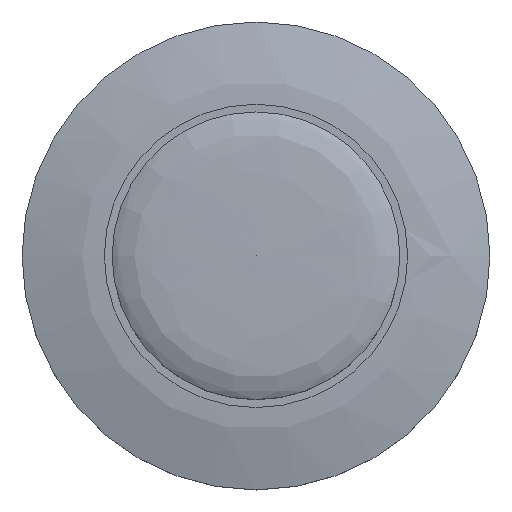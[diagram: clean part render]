
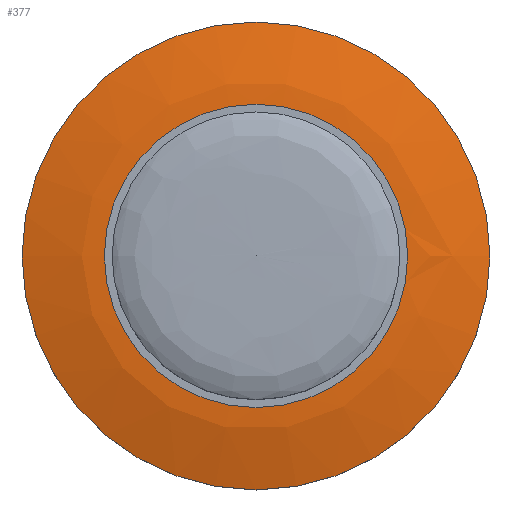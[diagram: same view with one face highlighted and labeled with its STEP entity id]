
A CAD part, top view. The second image highlights one B-rep face of the part: STEP entity #377.
In plain terms, the highlighted face is a revolution surface.
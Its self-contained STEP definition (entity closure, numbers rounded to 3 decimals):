
#312 = CYLINDRICAL_SURFACE('',#313,3.87);
#313 = AXIS2_PLACEMENT_3D('',#314,#315,#316);
#314 = CARTESIAN_POINT('',(0.,0.,1.7));
#315 = DIRECTION('',(0.,0.,-1.));
#316 = DIRECTION('',(1.,0.,0.));
#326 = EDGE_CURVE('',#327,#327,#329,.T.);
#327 = VERTEX_POINT('',#328);
#328 = CARTESIAN_POINT('',(3.87,0.,1.7));
#329 = SURFACE_CURVE('',#330,(#335,#341),.PCURVE_S1.);
#330 = CIRCLE('',#331,3.87);
#331 = AXIS2_PLACEMENT_3D('',#332,#333,#334);
#332 = CARTESIAN_POINT('',(0.,0.,1.7));
#333 = DIRECTION('',(0.,0.,-1.));
#334 = DIRECTION('',(1.,0.,0.));
#335 = PCURVE('',#312,#336);
#336 = DEFINITIONAL_REPRESENTATION('',(#337),#340);
#337 = B_SPLINE_CURVE_WITH_KNOTS('',1,(#338,#339),.UNSPECIFIED.,.F.,.F.,
  (2,2),(0.,6.283),.PIECEWISE_BEZIER_KNOTS.);
#338 = CARTESIAN_POINT('',(0.,0.));
#339 = CARTESIAN_POINT('',(6.283,0.));
#340 = ( GEOMETRIC_REPRESENTATION_CONTEXT(2) 
PARAMETRIC_REPRESENTATION_CONTEXT() REPRESENTATION_CONTEXT('2D SPACE',''
  ) );
#341 = PCURVE('',#342,#351);
#342 = SURFACE_OF_REVOLUTION('',#343,#348);
#343 = B_SPLINE_CURVE_WITH_KNOTS('',3,(#344,#345,#346,#347),
  .UNSPECIFIED.,.F.,.F.,(4,4),(0.,1.),.PIECEWISE_BEZIER_KNOTS.);
#344 = CARTESIAN_POINT('',(5.97,0.,1.3));
#345 = CARTESIAN_POINT('',(5.228,0.,1.55));
#346 = CARTESIAN_POINT('',(4.563,0.,1.699));
#347 = CARTESIAN_POINT('',(3.87,0.,1.7));
#348 = AXIS1_PLACEMENT('',#349,#350);
#349 = CARTESIAN_POINT('',(0.,0.,0.));
#350 = DIRECTION('',(0.,0.,-1.));
#351 = DEFINITIONAL_REPRESENTATION('',(#352),#355);
#352 = B_SPLINE_CURVE_WITH_KNOTS('',1,(#353,#354),.UNSPECIFIED.,.F.,.F.,
  (2,2),(0.,6.283),.PIECEWISE_BEZIER_KNOTS.);
#353 = CARTESIAN_POINT('',(0.,1.));
#354 = CARTESIAN_POINT('',(6.283,1.));
#355 = ( GEOMETRIC_REPRESENTATION_CONTEXT(2) 
PARAMETRIC_REPRESENTATION_CONTEXT() REPRESENTATION_CONTEXT('2D SPACE',''
  ) );
#377 = ADVANCED_FACE('',(#378),#342,.F.);
#378 = FACE_BOUND('',#379,.F.);
#379 = EDGE_LOOP('',(#380,#407,#427,#428));
#380 = ORIENTED_EDGE('',*,*,#381,.T.);
#381 = EDGE_CURVE('',#382,#382,#384,.T.);
#382 = VERTEX_POINT('',#383);
#383 = CARTESIAN_POINT('',(5.97,0.,1.3));
#384 = SURFACE_CURVE('',#385,(#390,#396),.PCURVE_S1.);
#385 = CIRCLE('',#386,5.97);
#386 = AXIS2_PLACEMENT_3D('',#387,#388,#389);
#387 = CARTESIAN_POINT('',(0.,0.,1.3));
#388 = DIRECTION('',(0.,0.,-1.));
#389 = DIRECTION('',(1.,0.,0.));
#390 = PCURVE('',#342,#391);
#391 = DEFINITIONAL_REPRESENTATION('',(#392),#395);
#392 = B_SPLINE_CURVE_WITH_KNOTS('',1,(#393,#394),.UNSPECIFIED.,.F.,.F.,
  (2,2),(0.,6.283),.PIECEWISE_BEZIER_KNOTS.);
#393 = CARTESIAN_POINT('',(0.,0.));
#394 = CARTESIAN_POINT('',(6.283,0.));
#395 = ( GEOMETRIC_REPRESENTATION_CONTEXT(2) 
PARAMETRIC_REPRESENTATION_CONTEXT() REPRESENTATION_CONTEXT('2D SPACE',''
  ) );
#396 = PCURVE('',#397,#402);
#397 = CYLINDRICAL_SURFACE('',#398,5.97);
#398 = AXIS2_PLACEMENT_3D('',#399,#400,#401);
#399 = CARTESIAN_POINT('',(0.,0.,0.));
#400 = DIRECTION('',(0.,0.,1.));
#401 = DIRECTION('',(1.,0.,-0.));
#402 = DEFINITIONAL_REPRESENTATION('',(#403),#406);
#403 = B_SPLINE_CURVE_WITH_KNOTS('',1,(#404,#405),.UNSPECIFIED.,.F.,.F.,
  (2,2),(0.,6.283),.PIECEWISE_BEZIER_KNOTS.);
#404 = CARTESIAN_POINT('',(0.,1.3));
#405 = CARTESIAN_POINT('',(-6.283,1.3));
#406 = ( GEOMETRIC_REPRESENTATION_CONTEXT(2) 
PARAMETRIC_REPRESENTATION_CONTEXT() REPRESENTATION_CONTEXT('2D SPACE',''
  ) );
#407 = ORIENTED_EDGE('',*,*,#408,.T.);
#408 = EDGE_CURVE('',#382,#327,#409,.T.);
#409 = SEAM_CURVE('',#410,(#415,#421),.PCURVE_S1.);
#410 = B_SPLINE_CURVE_WITH_KNOTS('',3,(#411,#412,#413,#414),
  .UNSPECIFIED.,.F.,.F.,(4,4),(0.,1.),.PIECEWISE_BEZIER_KNOTS.);
#411 = CARTESIAN_POINT('',(5.97,0.,1.3));
#412 = CARTESIAN_POINT('',(5.228,0.,1.55));
#413 = CARTESIAN_POINT('',(4.563,0.,1.699));
#414 = CARTESIAN_POINT('',(3.87,0.,1.7));
#415 = PCURVE('',#342,#416);
#416 = DEFINITIONAL_REPRESENTATION('',(#417),#420);
#417 = B_SPLINE_CURVE_WITH_KNOTS('',1,(#418,#419),.UNSPECIFIED.,.F.,.F.,
  (2,2),(0.,1.),.PIECEWISE_BEZIER_KNOTS.);
#418 = CARTESIAN_POINT('',(0.,0.));
#419 = CARTESIAN_POINT('',(0.,1.));
#420 = ( GEOMETRIC_REPRESENTATION_CONTEXT(2) 
PARAMETRIC_REPRESENTATION_CONTEXT() REPRESENTATION_CONTEXT('2D SPACE',''
  ) );
#421 = PCURVE('',#342,#422);
#422 = DEFINITIONAL_REPRESENTATION('',(#423),#426);
#423 = B_SPLINE_CURVE_WITH_KNOTS('',1,(#424,#425),.UNSPECIFIED.,.F.,.F.,
  (2,2),(0.,1.),.PIECEWISE_BEZIER_KNOTS.);
#424 = CARTESIAN_POINT('',(6.283,0.));
#425 = CARTESIAN_POINT('',(6.283,1.));
#426 = ( GEOMETRIC_REPRESENTATION_CONTEXT(2) 
PARAMETRIC_REPRESENTATION_CONTEXT() REPRESENTATION_CONTEXT('2D SPACE',''
  ) );
#427 = ORIENTED_EDGE('',*,*,#326,.F.);
#428 = ORIENTED_EDGE('',*,*,#408,.F.);
